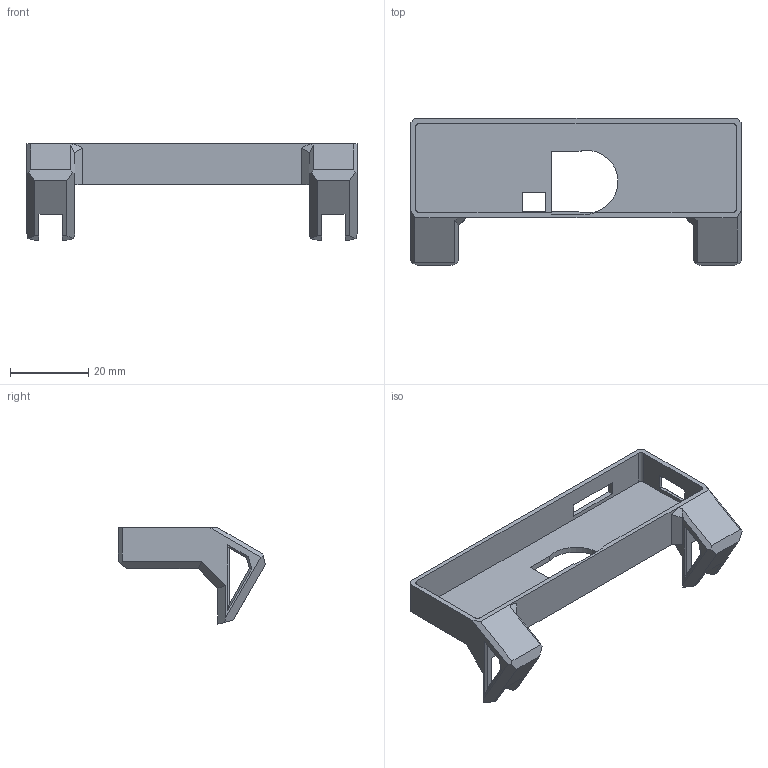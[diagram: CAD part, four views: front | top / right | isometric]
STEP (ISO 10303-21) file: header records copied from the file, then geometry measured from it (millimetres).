
FILE_DESCRIPTION (( 'STEP AP203' ), '1' );
FILE_NAME ('VFD.2底（无）.STEP', '2023-03-09T14:08:39', ( '' ), ( '' ), 'SwSTEP 2.0', 'SolidWorks 2021', '' );
FILE_SCHEMA (( 'CONFIG_CONTROL_DESIGN' ));
Length unit declared in the file: millimetre
Products named in the file (1): VFD.2菁ㄗ拸ㄘ
Bounding box: 84.5 x 37.61 x 24.64 mm (x, y, z)
Volume: 7551.8 mm3; surface area: 9800.3 mm2
Topology: 1 solids, 1 shells, 124 faces, 344 edges, 218 vertices
Faces by surface type: plane 118, cylinder 6
Entity records: 3957 total; most frequent: ORIENTED_EDGE 688, CARTESIAN_POINT 687, DIRECTION 606, EDGE_CURVE 344, VECTOR 332, LINE 332, VERTEX_POINT 218, AXIS2_PLACEMENT_3D 137
